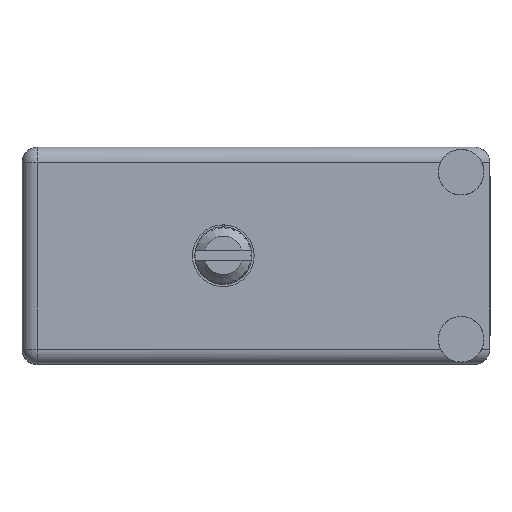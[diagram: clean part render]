
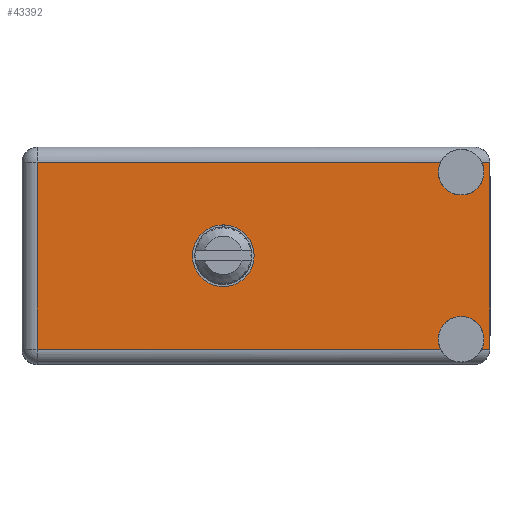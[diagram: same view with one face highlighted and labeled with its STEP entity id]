
A CAD part, top view. The second image highlights one B-rep face of the part: STEP entity #43392.
In plain terms, the highlighted face is planar.
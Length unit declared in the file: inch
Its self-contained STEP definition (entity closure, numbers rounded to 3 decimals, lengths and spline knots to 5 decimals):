
#1550 = LINE ( 'NONE', #109457, #141359 ) ;
#3051 = VERTEX_POINT ( 'NONE', #31219 ) ;
#3427 = CARTESIAN_POINT ( 'NONE',  ( 0.8765, 0.806, 0.3075 ) ) ;
#4118 = LINE ( 'NONE', #90599, #155345 ) ;
#5707 = DIRECTION ( 'NONE',  ( 0., 0., 1. ) ) ;
#8065 = EDGE_CURVE ( 'NONE', #161623, #147788, #63599, .T. ) ;
#9196 = EDGE_CURVE ( 'NONE', #3051, #185100, #56402, .T. ) ;
#11776 = CARTESIAN_POINT ( 'NONE',  ( 0.85009, 0.806, -0.3075 ) ) ;
#15580 = CARTESIAN_POINT ( 'NONE',  ( 0.7825, 0.806, 0.275 ) ) ;
#22562 = DIRECTION ( 'NONE',  ( 0., 1., 0. ) ) ;
#23071 = ORIENTED_EDGE ( 'NONE', *, *, #100065, .F. ) ;
#31219 = CARTESIAN_POINT ( 'NONE',  ( 0., 0.806, -0.1015 ) ) ;
#35235 = VERTEX_POINT ( 'NONE', #172764 ) ;
#37648 = AXIS2_PLACEMENT_3D ( 'NONE', #83216, #142865, #126235 ) ;
#38281 = DIRECTION ( 'NONE',  ( 0., 1., 0. ) ) ;
#41913 = DIRECTION ( 'NONE',  ( -1., 0., 0. ) ) ;
#43373 = EDGE_CURVE ( 'NONE', #75768, #168679, #154517, .T. ) ;
#43392 = ADVANCED_FACE ( 'NONE', ( #62738, #53504 ), #100557, .T. ) ;
#46881 = ORIENTED_EDGE ( 'NONE', *, *, #77513, .T. ) ;
#48177 = CARTESIAN_POINT ( 'NONE',  ( 0., 0.806, 0.1015 ) ) ;
#53504 = FACE_OUTER_BOUND ( 'NONE', #148318, .T. ) ;
#55353 = VERTEX_POINT ( 'NONE', #130593 ) ;
#56402 = CIRCLE ( 'NONE', #114602, 0.1015 ) ;
#60873 = CARTESIAN_POINT ( 'NONE',  ( -0.6125, 0.806, -0.3075 ) ) ;
#62419 = ORIENTED_EDGE ( 'NONE', *, *, #100940, .F. ) ;
#62738 = FACE_BOUND ( 'NONE', #75456, .T. ) ;
#63575 = DIRECTION ( 'NONE',  ( 1., 0., 0. ) ) ;
#63599 = LINE ( 'NONE', #89250, #81922 ) ;
#67635 = ORIENTED_EDGE ( 'NONE', *, *, #8065, .T. ) ;
#67665 = DIRECTION ( 'NONE',  ( 0., 0., 1. ) ) ;
#71052 = DIRECTION ( 'NONE',  ( 0., 1., 0. ) ) ;
#71213 = DIRECTION ( 'NONE',  ( 0., 0., 1. ) ) ;
#75456 = EDGE_LOOP ( 'NONE', ( #23071, #93367 ) ) ;
#75514 = VECTOR ( 'NONE', #106019, 39.37008 ) ;
#75768 = VERTEX_POINT ( 'NONE', #144775 ) ;
#77513 = EDGE_CURVE ( 'NONE', #75768, #144518, #171879, .T. ) ;
#77631 = AXIS2_PLACEMENT_3D ( 'NONE', #114653, #71052, #115306 ) ;
#79994 = CIRCLE ( 'NONE', #179968, 0.075 ) ;
#81834 = DIRECTION ( 'NONE',  ( 1., 0., 0. ) ) ;
#81922 = VECTOR ( 'NONE', #71213, 39.37008 ) ;
#83216 = CARTESIAN_POINT ( 'NONE',  ( 0.7825, 0.806, 0.275 ) ) ;
#84154 = CARTESIAN_POINT ( 'NONE',  ( -0.6625, 0.806, -0.3075 ) ) ;
#86447 = CARTESIAN_POINT ( 'NONE',  ( 0.8765, 0.806, 0.3575 ) ) ;
#87724 = ORIENTED_EDGE ( 'NONE', *, *, #122017, .T. ) ;
#87922 = ORIENTED_EDGE ( 'NONE', *, *, #122964, .T. ) ;
#88782 = LINE ( 'NONE', #84154, #173600 ) ;
#89250 = CARTESIAN_POINT ( 'NONE',  ( -0.6125, 0.806, -0.3575 ) ) ;
#90599 = CARTESIAN_POINT ( 'NONE',  ( 0.8765, 0.806, 0.3075 ) ) ;
#90673 = CARTESIAN_POINT ( 'NONE',  ( -0.6625, 0.806, -0.3075 ) ) ;
#90907 = CARTESIAN_POINT ( 'NONE',  ( 0.7825, 0.806, -0.275 ) ) ;
#92280 = CIRCLE ( 'NONE', #37648, 0.075 ) ;
#92658 = ORIENTED_EDGE ( 'NONE', *, *, #138037, .F. ) ;
#93367 = ORIENTED_EDGE ( 'NONE', *, *, #9196, .F. ) ;
#100065 = EDGE_CURVE ( 'NONE', #185100, #3051, #174063, .T. ) ;
#100557 = PLANE ( 'NONE',  #77631 ) ;
#100940 = EDGE_CURVE ( 'NONE', #144070, #177684, #79994, .T. ) ;
#101964 = DIRECTION ( 'NONE',  ( 0., 1., 0. ) ) ;
#106019 = DIRECTION ( 'NONE',  ( -1., 0., 0. ) ) ;
#106051 = AXIS2_PLACEMENT_3D ( 'NONE', #144929, #101964, #116054 ) ;
#109457 = CARTESIAN_POINT ( 'NONE',  ( 0.8765, 0.806, 0.3075 ) ) ;
#109847 = CARTESIAN_POINT ( 'NONE',  ( 0.71491, 0.806, 0.3075 ) ) ;
#114602 = AXIS2_PLACEMENT_3D ( 'NONE', #126270, #22562, #153867 ) ;
#114653 = CARTESIAN_POINT ( 'NONE',  ( -0.6625, 0.806, -0.3575 ) ) ;
#115306 = DIRECTION ( 'NONE',  ( -1., 0., 0. ) ) ;
#115741 = CARTESIAN_POINT ( 'NONE',  ( 0.7825, 0.806, -0.2 ) ) ;
#116054 = DIRECTION ( 'NONE',  ( 0., 0., 1. ) ) ;
#119454 = CARTESIAN_POINT ( 'NONE',  ( -0.6125, 0.806, 0.3075 ) ) ;
#120126 = ORIENTED_EDGE ( 'NONE', *, *, #170549, .T. ) ;
#120143 = VECTOR ( 'NONE', #160849, 39.37008 ) ;
#121173 = EDGE_CURVE ( 'NONE', #182687, #144518, #190004, .T. ) ;
#122017 = EDGE_CURVE ( 'NONE', #35235, #168679, #4118, .T. ) ;
#122964 = EDGE_CURVE ( 'NONE', #55353, #161623, #88782, .T. ) ;
#123514 = CARTESIAN_POINT ( 'NONE',  ( 0.7825, 0.806, 0.2 ) ) ;
#126235 = DIRECTION ( 'NONE',  ( 0., 0., 1. ) ) ;
#126270 = CARTESIAN_POINT ( 'NONE',  ( 0., 0.806, 0. ) ) ;
#128477 = CIRCLE ( 'NONE', #188031, 0.075 ) ;
#130593 = CARTESIAN_POINT ( 'NONE',  ( 0.71491, 0.806, -0.3075 ) ) ;
#135746 = DIRECTION ( 'NONE',  ( 0., 1., 0. ) ) ;
#138037 = EDGE_CURVE ( 'NONE', #55353, #182687, #128477, .T. ) ;
#140896 = EDGE_CURVE ( 'NONE', #35235, #144070, #92280, .T. ) ;
#141359 = VECTOR ( 'NONE', #81834, 39.37008 ) ;
#142865 = DIRECTION ( 'NONE',  ( 0., 1., 0. ) ) ;
#143682 = AXIS2_PLACEMENT_3D ( 'NONE', #90907, #135746, #5707 ) ;
#144070 = VERTEX_POINT ( 'NONE', #123514 ) ;
#144518 = VERTEX_POINT ( 'NONE', #11776 ) ;
#144775 = CARTESIAN_POINT ( 'NONE',  ( 0.8765, 0.806, -0.3075 ) ) ;
#144929 = CARTESIAN_POINT ( 'NONE',  ( 0., 0.806, 0. ) ) ;
#145087 = ORIENTED_EDGE ( 'NONE', *, *, #43373, .F. ) ;
#147788 = VERTEX_POINT ( 'NONE', #119454 ) ;
#148318 = EDGE_LOOP ( 'NONE', ( #120126, #62419, #162469, #87724, #145087, #46881, #163910, #92658, #87922, #67635 ) ) ;
#148748 = DIRECTION ( 'NONE',  ( 0., 1., 0. ) ) ;
#153867 = DIRECTION ( 'NONE',  ( 0., 0., 1. ) ) ;
#154517 = LINE ( 'NONE', #86447, #120143 ) ;
#155345 = VECTOR ( 'NONE', #63575, 39.37008 ) ;
#160849 = DIRECTION ( 'NONE',  ( 0., 0., 1. ) ) ;
#161623 = VERTEX_POINT ( 'NONE', #60873 ) ;
#162239 = DIRECTION ( 'NONE',  ( 0., 0., 1. ) ) ;
#162469 = ORIENTED_EDGE ( 'NONE', *, *, #140896, .F. ) ;
#163910 = ORIENTED_EDGE ( 'NONE', *, *, #121173, .F. ) ;
#168679 = VERTEX_POINT ( 'NONE', #3427 ) ;
#169640 = CARTESIAN_POINT ( 'NONE',  ( 0.7825, 0.806, -0.275 ) ) ;
#170549 = EDGE_CURVE ( 'NONE', #147788, #177684, #1550, .T. ) ;
#171879 = LINE ( 'NONE', #90673, #75514 ) ;
#172764 = CARTESIAN_POINT ( 'NONE',  ( 0.85009, 0.806, 0.3075 ) ) ;
#173600 = VECTOR ( 'NONE', #41913, 39.37008 ) ;
#174063 = CIRCLE ( 'NONE', #106051, 0.1015 ) ;
#177684 = VERTEX_POINT ( 'NONE', #109847 ) ;
#179968 = AXIS2_PLACEMENT_3D ( 'NONE', #15580, #148748, #162239 ) ;
#182687 = VERTEX_POINT ( 'NONE', #115741 ) ;
#185100 = VERTEX_POINT ( 'NONE', #48177 ) ;
#188031 = AXIS2_PLACEMENT_3D ( 'NONE', #169640, #38281, #67665 ) ;
#190004 = CIRCLE ( 'NONE', #143682, 0.075 ) ;
